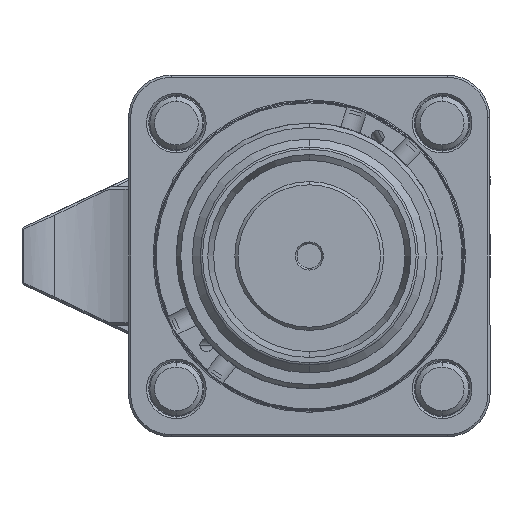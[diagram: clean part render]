
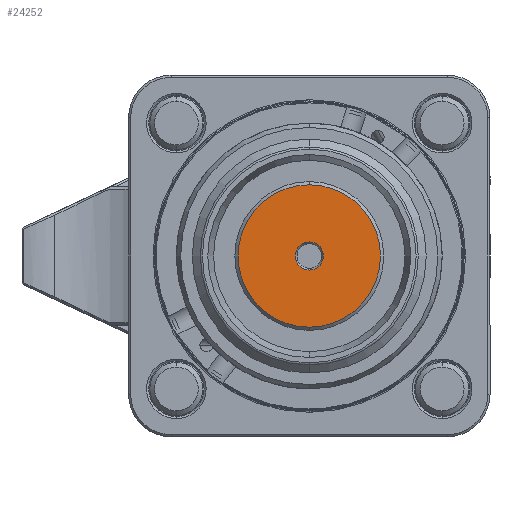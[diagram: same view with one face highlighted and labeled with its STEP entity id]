
A CAD part, front view. The second image highlights one B-rep face of the part: STEP entity #24252.
In plain terms, the highlighted planar face has unit normal (0, -1, 0).
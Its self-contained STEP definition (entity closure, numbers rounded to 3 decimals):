
#382 = EDGE_LOOP ( 'NONE', ( #16138, #19350 ) ) ;
#569 = DIRECTION ( 'NONE',  ( 0., 1., 0. ) ) ;
#1009 = DIRECTION ( 'NONE',  ( 0., -1., 0. ) ) ;
#1038 = CARTESIAN_POINT ( 'NONE',  ( 0., -27.04, 6.7 ) ) ;
#2286 = CIRCLE ( 'NONE', #14244, 6.7 ) ;
#2844 = EDGE_CURVE ( 'NONE', #24418, #10981, #2286, .T. ) ;
#3209 = ORIENTED_EDGE ( 'NONE', *, *, #12382, .T. ) ;
#3322 = DIRECTION ( 'NONE',  ( 0., 0., 1. ) ) ;
#4748 = CARTESIAN_POINT ( 'NONE',  ( 0., -27.04, 0. ) ) ;
#4862 = ORIENTED_EDGE ( 'NONE', *, *, #2844, .T. ) ;
#5169 = CIRCLE ( 'NONE', #22649, 1.325 ) ;
#5801 = PLANE ( 'NONE',  #15798 ) ;
#7238 = EDGE_LOOP ( 'NONE', ( #4862, #3209 ) ) ;
#7753 = CIRCLE ( 'NONE', #8182, 6.7 ) ;
#8182 = AXIS2_PLACEMENT_3D ( 'NONE', #4748, #8760, #22781 ) ;
#8760 = DIRECTION ( 'NONE',  ( 0., -1., 0. ) ) ;
#9319 = CARTESIAN_POINT ( 'NONE',  ( 0., -27.04, -1.325 ) ) ;
#9744 = CARTESIAN_POINT ( 'NONE',  ( 0., -27.04, 0. ) ) ;
#9964 = VERTEX_POINT ( 'NONE', #9319 ) ;
#10981 = VERTEX_POINT ( 'NONE', #1038 ) ;
#11937 = CARTESIAN_POINT ( 'NONE',  ( -1.325, -27.04, 0. ) ) ;
#12382 = EDGE_CURVE ( 'NONE', #10981, #24418, #7753, .T. ) ;
#13010 = DIRECTION ( 'NONE',  ( 0., 0., -1. ) ) ;
#13757 = DIRECTION ( 'NONE',  ( 0., -1., 0. ) ) ;
#14244 = AXIS2_PLACEMENT_3D ( 'NONE', #18959, #1009, #23217 ) ;
#15139 = EDGE_CURVE ( 'NONE', #9964, #16121, #5169, .T. ) ;
#15490 = CARTESIAN_POINT ( 'NONE',  ( 0., -27.04, 1.325 ) ) ;
#15798 = AXIS2_PLACEMENT_3D ( 'NONE', #11937, #569, #13010 ) ;
#15965 = FACE_BOUND ( 'NONE', #382, .T. ) ;
#16121 = VERTEX_POINT ( 'NONE', #15490 ) ;
#16138 = ORIENTED_EDGE ( 'NONE', *, *, #22317, .F. ) ;
#17473 = DIRECTION ( 'NONE',  ( 0., -1., 0. ) ) ;
#17867 = CARTESIAN_POINT ( 'NONE',  ( 0., -27.04, 0. ) ) ;
#18497 = CARTESIAN_POINT ( 'NONE',  ( 0., -27.04, -6.7 ) ) ;
#18694 = CIRCLE ( 'NONE', #19557, 1.325 ) ;
#18959 = CARTESIAN_POINT ( 'NONE',  ( 0., -27.04, 0. ) ) ;
#19350 = ORIENTED_EDGE ( 'NONE', *, *, #15139, .F. ) ;
#19557 = AXIS2_PLACEMENT_3D ( 'NONE', #9744, #13757, #3322 ) ;
#22317 = EDGE_CURVE ( 'NONE', #16121, #9964, #18694, .T. ) ;
#22649 = AXIS2_PLACEMENT_3D ( 'NONE', #17867, #17473, #25627 ) ;
#22781 = DIRECTION ( 'NONE',  ( 0., 0., 1. ) ) ;
#23217 = DIRECTION ( 'NONE',  ( 0., 0., 1. ) ) ;
#24107 = FACE_OUTER_BOUND ( 'NONE', #7238, .T. ) ;
#24252 = ADVANCED_FACE ( 'NONE', ( #15965, #24107 ), #5801, .F. ) ;
#24418 = VERTEX_POINT ( 'NONE', #18497 ) ;
#25627 = DIRECTION ( 'NONE',  ( 0., 0., 1. ) ) ;
